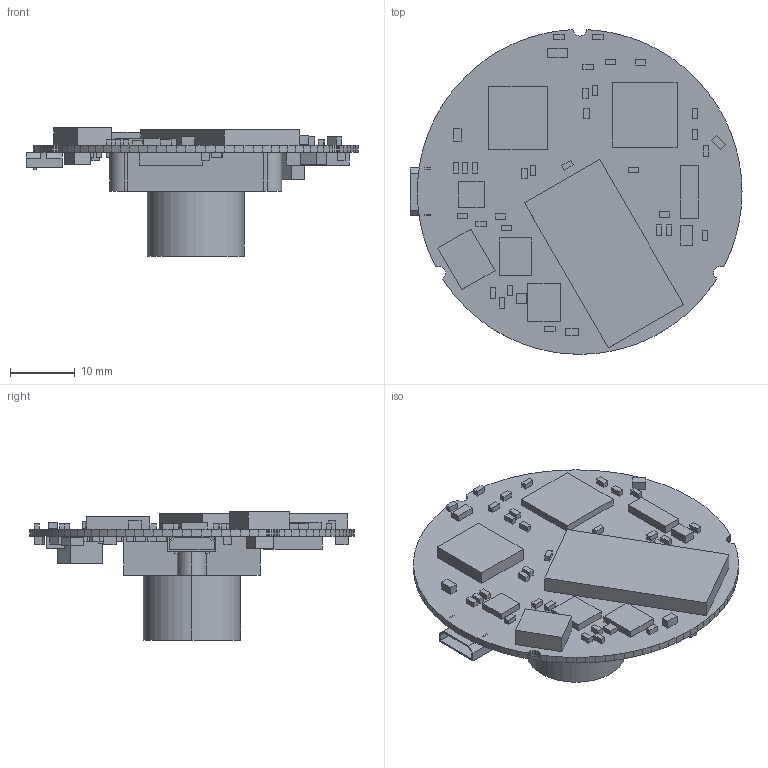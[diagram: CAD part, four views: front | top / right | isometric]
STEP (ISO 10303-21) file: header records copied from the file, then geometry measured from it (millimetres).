
FILE_DESCRIPTION(('Open CASCADE Model'),'2;1');
FILE_NAME('Open CASCADE Shape Model','2016-06-01T09:43:34',('Author'),( 'Open CASCADE'),'Open CASCADE STEP processor 6.2','Open CASCADE 6.2' ,'Unknown');
FILE_SCHEMA(('AUTOMOTIVE_DESIGN { 1 0 10303 214 1 1 1 1 }'));
Length unit declared in the file: millimetre
Products named in the file (152): PCB; Board; P3; usb3076; R44; 754281040; Extruded; R43; R42; R41; R40; R39; 758485600; R38; R37; R36; R35; R34; R33; R32; R31; R30; R29; R28; R27; R26; R25; R24; 758485728; R23; R22; 758485856; R21; 758485984; R20; 758486112; R19; R18; R17; R16 ...
Assembly tree (213 placements, depth 4):
  PCB
    Board
    P3
      usb3076
    R44
      754281040
        Extruded
    R43
      754281040
        Extruded
    R42
      754281040
        Extruded
    R41
      754281040
        Extruded
    R40
      754281040
        Extruded
    R39
      758485600
        Extruded
    R38
      758485600
        Extruded
    R37
      754281040
        Extruded
    R36
      754281040
        Extruded
    R35
      758485600
        Extruded
    R34
      758485600
        Extruded
    R33
      754281040
        Extruded
    R32
      754281040
        Extruded
    R31
      758485600
        Extruded
    R30
      758485600
        Extruded
    R29
      758485600
        Extruded
    R28
      758485600
        Extruded
    R27
      758485600
        Extruded
    R26
      758485600
Bounding box: 51.16 x 49.99 x 19.77 mm (x, y, z)
Volume: 6204.6 mm3; surface area: 10387.5 mm2
Topology: 93 solids, 93 shells, 764 faces, 1717 edges, 1144 vertices
Faces by surface type: plane 753, cylinder 11
Entity records: 27386 total; most frequent: CARTESIAN_POINT 4213, DIRECTION 4091, LINE 2819, VECTOR 2819, ORIENTED_EDGE 1938, PCURVE 1938, DEFINITIONAL_REPRESENTATION 1938, EDGE_CURVE 969
